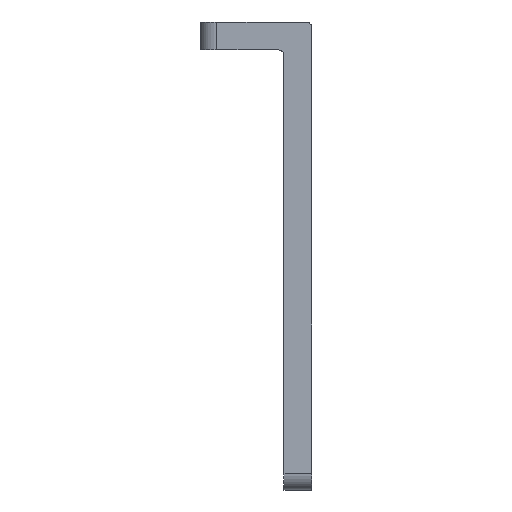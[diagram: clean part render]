
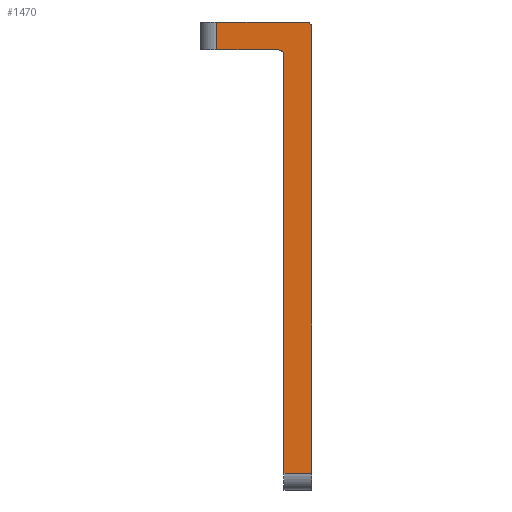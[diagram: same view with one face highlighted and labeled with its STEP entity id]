
A CAD part, left-side view. The second image highlights one B-rep face of the part: STEP entity #1470.
In plain terms, the highlighted planar face has unit normal (-1, 0, 0).
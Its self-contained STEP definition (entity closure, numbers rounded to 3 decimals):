
#48=PLANE('',#1591);
#105=FACE_OUTER_BOUND('',#191,.T.);
#191=EDGE_LOOP('',(#1112,#1113,#1114,#1115,#1116,#1117,#1118,#1119));
#264=LINE('',#2172,#408);
#270=LINE('',#2194,#414);
#275=LINE('',#2213,#419);
#278=LINE('',#2222,#422);
#282=LINE('',#2232,#426);
#303=LINE('',#2292,#447);
#408=VECTOR('',#1716,10.);
#414=VECTOR('',#1736,10.);
#419=VECTOR('',#1753,10.);
#422=VECTOR('',#1764,10.);
#426=VECTOR('',#1776,10.);
#447=VECTOR('',#1843,10.);
#544=CIRCLE('',#1542,1.);
#551=CIRCLE('',#1552,1.);
#616=VERTEX_POINT('',#2148);
#617=VERTEX_POINT('',#2149);
#626=VERTEX_POINT('',#2171);
#633=VERTEX_POINT('',#2187);
#634=VERTEX_POINT('',#2188);
#635=VERTEX_POINT('',#2193);
#642=VERTEX_POINT('',#2209);
#645=VERTEX_POINT('',#2221);
#760=EDGE_CURVE('',#616,#617,#544,.T.);
#771=EDGE_CURVE('',#617,#626,#264,.T.);
#779=EDGE_CURVE('',#633,#634,#551,.T.);
#782=EDGE_CURVE('',#634,#635,#270,.T.);
#792=EDGE_CURVE('',#635,#642,#275,.T.);
#796=EDGE_CURVE('',#626,#645,#278,.T.);
#802=EDGE_CURVE('',#645,#633,#282,.T.);
#831=EDGE_CURVE('',#616,#642,#303,.T.);
#1112=ORIENTED_EDGE('',*,*,#760,.F.);
#1113=ORIENTED_EDGE('',*,*,#831,.T.);
#1114=ORIENTED_EDGE('',*,*,#792,.F.);
#1115=ORIENTED_EDGE('',*,*,#782,.F.);
#1116=ORIENTED_EDGE('',*,*,#779,.F.);
#1117=ORIENTED_EDGE('',*,*,#802,.F.);
#1118=ORIENTED_EDGE('',*,*,#796,.F.);
#1119=ORIENTED_EDGE('',*,*,#771,.F.);
#1470=ADVANCED_FACE('',(#105),#48,.T.);
#1542=AXIS2_PLACEMENT_3D('',#2150,#1698,#1699);
#1552=AXIS2_PLACEMENT_3D('',#2189,#1730,#1731);
#1591=AXIS2_PLACEMENT_3D('',#2293,#1844,#1845);
#1698=DIRECTION('center_axis',(1.,0.,0.));
#1699=DIRECTION('ref_axis',(0.,-0.707,0.707));
#1716=DIRECTION('',(0.,0.,-1.));
#1730=DIRECTION('center_axis',(-1.,0.,0.));
#1731=DIRECTION('ref_axis',(0.,-0.707,0.707));
#1736=DIRECTION('',(0.,1.,0.));
#1753=DIRECTION('',(0.,0.,1.));
#1764=DIRECTION('',(0.,1.,0.));
#1776=DIRECTION('',(0.,0.,1.));
#1843=DIRECTION('',(0.,1.,0.));
#1844=DIRECTION('center_axis',(-1.,0.,0.));
#1845=DIRECTION('ref_axis',(0.,0.,1.));
#2148=CARTESIAN_POINT('',(70.,-9.,72.));
#2149=CARTESIAN_POINT('',(70.,-10.,71.));
#2150=CARTESIAN_POINT('Origin',(70.,-9.,71.));
#2171=CARTESIAN_POINT('',(70.,-10.,-8.574));
#2172=CARTESIAN_POINT('',(70.,-10.,-11.574));
#2187=CARTESIAN_POINT('',(70.,-5.,66.));
#2188=CARTESIAN_POINT('',(70.,-4.,67.));
#2189=CARTESIAN_POINT('Origin',(70.,-4.,66.));
#2193=CARTESIAN_POINT('',(70.,7.,67.));
#2194=CARTESIAN_POINT('',(70.,-5.,67.));
#2209=CARTESIAN_POINT('',(70.,7.,72.));
#2213=CARTESIAN_POINT('',(70.,7.,68.25));
#2221=CARTESIAN_POINT('',(70.,-5.,-8.574));
#2222=CARTESIAN_POINT('',(70.,-5.,-8.574));
#2232=CARTESIAN_POINT('',(70.,-5.,-11.574));
#2292=CARTESIAN_POINT('',(70.,-5.,72.));
#2293=CARTESIAN_POINT('Origin',(70.,-5.,67.));
